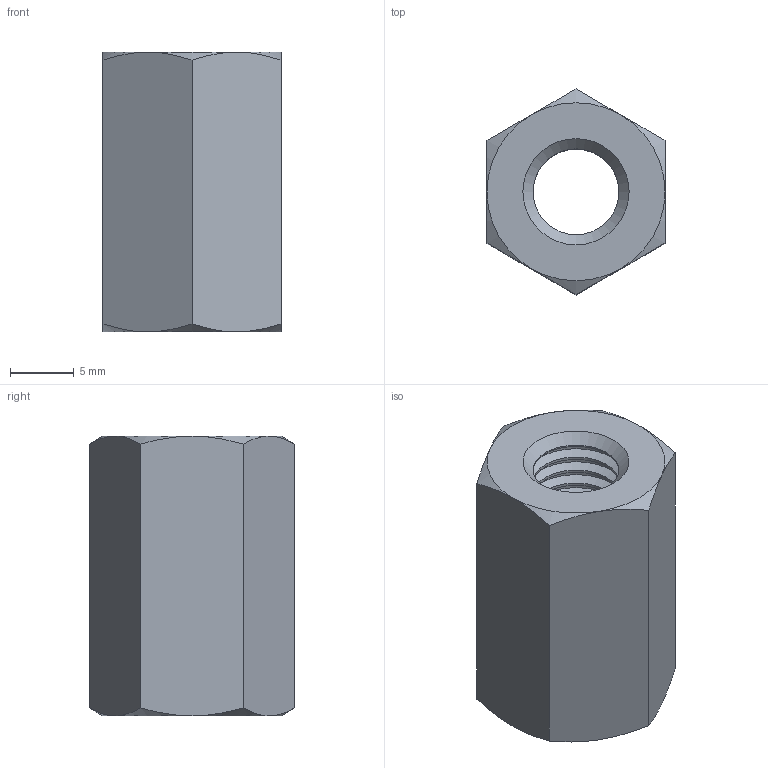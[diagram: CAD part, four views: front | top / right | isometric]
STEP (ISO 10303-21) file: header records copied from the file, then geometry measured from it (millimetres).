
FILE_DESCRIPTION( ( 'Unknown' ), '1' );
FILE_NAME( 'PT05-0813.stp', 'Unknown', ( 'Unknown' ), ( 'Unknown' ), 'XStep 1.0', 'Unknown', ' ' );
FILE_SCHEMA( ( 'CONFIG_CONTROL_DESIGN' ) );
Length unit declared in the file: millimetre
Products named in the file (1): 1
Bounding box: 14 x 16.17 x 22 mm (x, y, z)
Volume: 2772.8 mm3; surface area: 2077.1 mm2
Topology: 1 solids, 1 shells, 87 faces, 179 edges, 94 vertices
Faces by surface type: cone 46, cylinder 33, plane 8
Full cylindrical faces by diameter (mm): 6.75 x17, 8 x16
Entity records: 2008 total; most frequent: CARTESIAN_POINT 426, DIRECTION 342, ORIENTED_EDGE 220, AXIS2_PLACEMENT_3D 168, EDGE_LOOP 156, FACE_OUTER_BOUND 120, EDGE_CURVE 110, VERTEX_POINT 92
